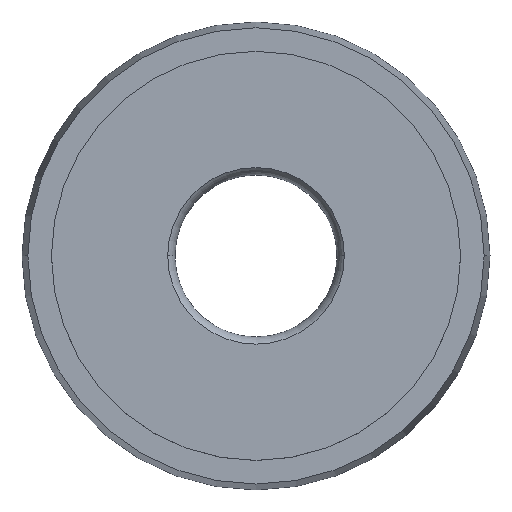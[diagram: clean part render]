
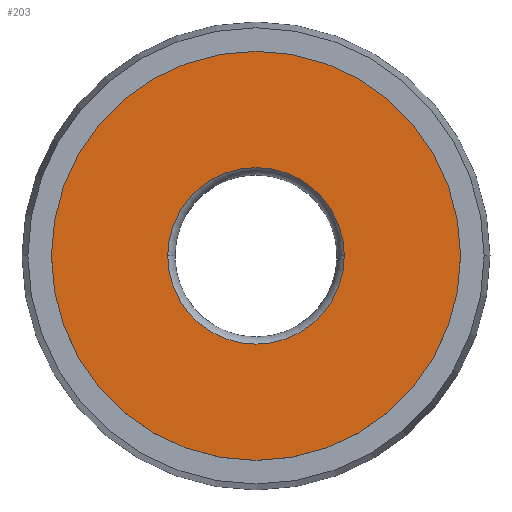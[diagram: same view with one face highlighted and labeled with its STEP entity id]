
A CAD part, top view. The second image highlights one B-rep face of the part: STEP entity #203.
In plain terms, the highlighted planar face has unit normal (0, 0, 1).
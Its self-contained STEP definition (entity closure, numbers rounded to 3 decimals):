
#3 = CARTESIAN_POINT ( 'NONE',  ( -6.95, 0., 0. ) ) ;
#5 = CIRCLE ( 'NONE', #280, 3. ) ;
#9 = EDGE_CURVE ( 'NONE', #271, #196, #5, .T. ) ;
#18 = CIRCLE ( 'NONE', #209, 3. ) ;
#34 = DIRECTION ( 'NONE',  ( 0., 0., -1. ) ) ;
#50 = ORIENTED_EDGE ( 'NONE', *, *, #97, .T. ) ;
#71 = DIRECTION ( 'NONE',  ( 0., 0., 1. ) ) ;
#86 = CARTESIAN_POINT ( 'NONE',  ( 3., 0., 0. ) ) ;
#97 = EDGE_CURVE ( 'NONE', #624, #432, #257, .T. ) ;
#98 = DIRECTION ( 'NONE',  ( 1., 0., 0. ) ) ;
#172 = DIRECTION ( 'NONE',  ( 1., 0., 0. ) ) ;
#188 = FACE_OUTER_BOUND ( 'NONE', #234, .T. ) ;
#190 = CARTESIAN_POINT ( 'NONE',  ( 0., 0., 0. ) ) ;
#196 = VERTEX_POINT ( 'NONE', #517 ) ;
#203 = ADVANCED_FACE ( 'NONE', ( #578, #188 ), #471, .F. ) ;
#209 = AXIS2_PLACEMENT_3D ( 'NONE', #190, #480, #98 ) ;
#234 = EDGE_LOOP ( 'NONE', ( #50, #458 ) ) ;
#239 = CARTESIAN_POINT ( 'NONE',  ( 0., 0., 0. ) ) ;
#257 = CIRCLE ( 'NONE', #315, 6.95 ) ;
#271 = VERTEX_POINT ( 'NONE', #86 ) ;
#272 = CARTESIAN_POINT ( 'NONE',  ( 0., 0., 0. ) ) ;
#278 = ORIENTED_EDGE ( 'NONE', *, *, #419, .F. ) ;
#280 = AXIS2_PLACEMENT_3D ( 'NONE', #461, #71, #405 ) ;
#284 = AXIS2_PLACEMENT_3D ( 'NONE', #637, #295, #533 ) ;
#295 = DIRECTION ( 'NONE',  ( 0., 0., 1. ) ) ;
#305 = EDGE_CURVE ( 'NONE', #432, #624, #318, .T. ) ;
#315 = AXIS2_PLACEMENT_3D ( 'NONE', #272, #319, #172 ) ;
#318 = CIRCLE ( 'NONE', #284, 6.95 ) ;
#319 = DIRECTION ( 'NONE',  ( 0., 0., 1. ) ) ;
#405 = DIRECTION ( 'NONE',  ( 1., 0., 0. ) ) ;
#409 = ORIENTED_EDGE ( 'NONE', *, *, #9, .F. ) ;
#419 = EDGE_CURVE ( 'NONE', #196, #271, #18, .T. ) ;
#432 = VERTEX_POINT ( 'NONE', #3 ) ;
#455 = AXIS2_PLACEMENT_3D ( 'NONE', #239, #34, #530 ) ;
#458 = ORIENTED_EDGE ( 'NONE', *, *, #305, .T. ) ;
#461 = CARTESIAN_POINT ( 'NONE',  ( 0., 0., 0. ) ) ;
#471 = PLANE ( 'NONE',  #455 ) ;
#480 = DIRECTION ( 'NONE',  ( 0., 0., 1. ) ) ;
#484 = EDGE_LOOP ( 'NONE', ( #409, #278 ) ) ;
#485 = CARTESIAN_POINT ( 'NONE',  ( 6.95, 0., 0. ) ) ;
#517 = CARTESIAN_POINT ( 'NONE',  ( -3., 0., 0. ) ) ;
#530 = DIRECTION ( 'NONE',  ( -1., 0., 0. ) ) ;
#533 = DIRECTION ( 'NONE',  ( 1., 0., 0. ) ) ;
#578 = FACE_BOUND ( 'NONE', #484, .T. ) ;
#624 = VERTEX_POINT ( 'NONE', #485 ) ;
#637 = CARTESIAN_POINT ( 'NONE',  ( 0., 0., 0. ) ) ;
